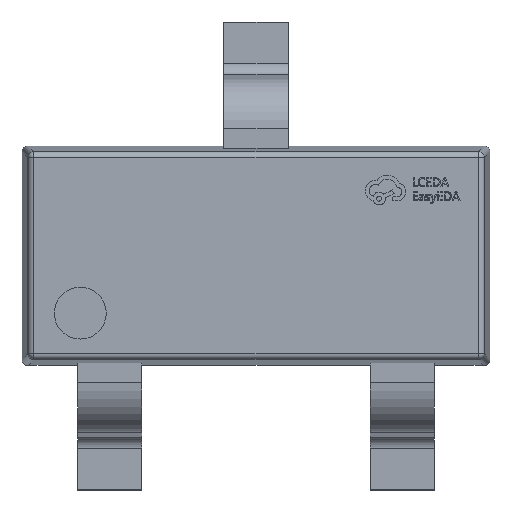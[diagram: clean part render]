
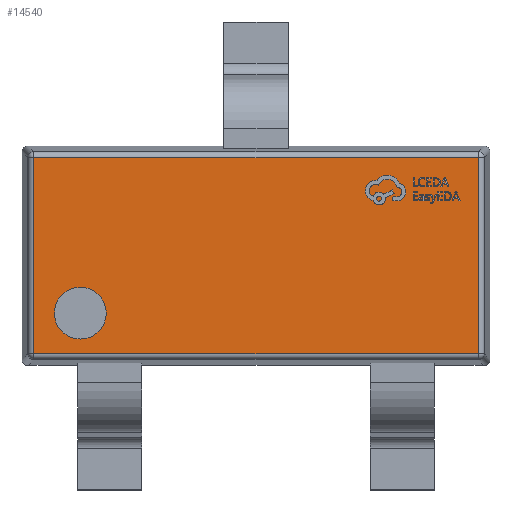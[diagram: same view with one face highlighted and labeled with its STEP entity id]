
A CAD part, top view. The second image highlights one B-rep face of the part: STEP entity #14540.
In plain terms, the highlighted planar face has unit normal (0, 0, 1).
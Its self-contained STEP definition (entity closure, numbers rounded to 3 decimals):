
#619 = DIRECTION ( 'NONE',  ( 1., 0., 0. ) ) ;
#814 = ORIENTED_EDGE ( 'NONE', *, *, #10641, .T. ) ;
#1234 = VECTOR ( 'NONE', #12109, 1000. ) ;
#1538 = CARTESIAN_POINT ( 'NONE',  ( -0.512, -0.197, 0.3 ) ) ;
#1613 = ORIENTED_EDGE ( 'NONE', *, *, #15428, .T. ) ;
#1626 = LINE ( 'NONE', #14230, #15499 ) ;
#2117 = DIRECTION ( 'NONE',  ( 0., 0., 1. ) ) ;
#3128 = DIRECTION ( 'NONE',  ( 0., -1., 0. ) ) ;
#3149 = FACE_OUTER_BOUND ( 'NONE', #7198, .T. ) ;
#3722 = VERTEX_POINT ( 'NONE', #9348 ) ;
#3732 = DIRECTION ( 'NONE',  ( 0., 0., 1. ) ) ;
#4757 = CIRCLE ( 'NONE', #7386, 0.089 ) ;
#4994 = AXIS2_PLACEMENT_3D ( 'NONE', #13063, #16066, #619 ) ;
#5858 = CARTESIAN_POINT ( 'NONE',  ( -0.76, -0.354, 0.3 ) ) ;
#6164 = EDGE_CURVE ( 'NONE', #3722, #14304, #10793, .T. ) ;
#6402 = VECTOR ( 'NONE', #17878, 1000. ) ;
#6795 = CIRCLE ( 'NONE', #16963, 0.089 ) ;
#7198 = EDGE_LOOP ( 'NONE', ( #1613, #11549, #13614, #814 ) ) ;
#7386 = AXIS2_PLACEMENT_3D ( 'NONE', #14408, #3732, #16138 ) ;
#7848 = CARTESIAN_POINT ( 'NONE',  ( -0.601, -0.197, 0.3 ) ) ;
#8114 = LINE ( 'NONE', #11017, #1234 ) ;
#8399 = VERTEX_POINT ( 'NONE', #15844 ) ;
#8464 = EDGE_CURVE ( 'NONE', #14260, #3722, #8114, .T. ) ;
#8663 = CARTESIAN_POINT ( 'NONE',  ( -0.76, 0.335, 0.3 ) ) ;
#8736 = FACE_BOUND ( 'NONE', #13036, .T. ) ;
#9145 = VECTOR ( 'NONE', #3128, 1000. ) ;
#9348 = CARTESIAN_POINT ( 'NONE',  ( 0.76, 0.335, 0.3 ) ) ;
#9651 = VERTEX_POINT ( 'NONE', #1538 ) ;
#10030 = CARTESIAN_POINT ( 'NONE',  ( 0.76, -0.335, 0.3 ) ) ;
#10080 = DIRECTION ( 'NONE',  ( 1., 0., 0. ) ) ;
#10641 = EDGE_CURVE ( 'NONE', #14304, #15853, #17726, .T. ) ;
#10754 = CARTESIAN_POINT ( 'NONE',  ( -0.76, -0.335, 0.3 ) ) ;
#10793 = LINE ( 'NONE', #13763, #6402 ) ;
#11017 = CARTESIAN_POINT ( 'NONE',  ( 0.76, 0.354, 0.3 ) ) ;
#11549 = ORIENTED_EDGE ( 'NONE', *, *, #8464, .T. ) ;
#12109 = DIRECTION ( 'NONE',  ( 0., 1., 0. ) ) ;
#12449 = PLANE ( 'NONE',  #4994 ) ;
#13036 = EDGE_LOOP ( 'NONE', ( #13919, #15531 ) ) ;
#13063 = CARTESIAN_POINT ( 'NONE',  ( 0., 0., 0.3 ) ) ;
#13614 = ORIENTED_EDGE ( 'NONE', *, *, #6164, .T. ) ;
#13763 = CARTESIAN_POINT ( 'NONE',  ( -0.779, 0.335, 0.3 ) ) ;
#13919 = ORIENTED_EDGE ( 'NONE', *, *, #17139, .F. ) ;
#14230 = CARTESIAN_POINT ( 'NONE',  ( 0.779, -0.335, 0.3 ) ) ;
#14260 = VERTEX_POINT ( 'NONE', #10030 ) ;
#14304 = VERTEX_POINT ( 'NONE', #8663 ) ;
#14408 = CARTESIAN_POINT ( 'NONE',  ( -0.601, -0.197, 0.3 ) ) ;
#14540 = ADVANCED_FACE ( 'NONE', ( #3149, #8736 ), #12449, .T. ) ;
#15428 = EDGE_CURVE ( 'NONE', #15853, #14260, #1626, .T. ) ;
#15477 = EDGE_CURVE ( 'NONE', #8399, #9651, #4757, .T. ) ;
#15499 = VECTOR ( 'NONE', #10080, 1000. ) ;
#15531 = ORIENTED_EDGE ( 'NONE', *, *, #15477, .F. ) ;
#15844 = CARTESIAN_POINT ( 'NONE',  ( -0.689, -0.197, 0.3 ) ) ;
#15853 = VERTEX_POINT ( 'NONE', #10754 ) ;
#16014 = DIRECTION ( 'NONE',  ( 1., 0., 0. ) ) ;
#16066 = DIRECTION ( 'NONE',  ( 0., 0., 1. ) ) ;
#16138 = DIRECTION ( 'NONE',  ( 1., 0., 0. ) ) ;
#16963 = AXIS2_PLACEMENT_3D ( 'NONE', #7848, #2117, #16014 ) ;
#17139 = EDGE_CURVE ( 'NONE', #9651, #8399, #6795, .T. ) ;
#17726 = LINE ( 'NONE', #5858, #9145 ) ;
#17878 = DIRECTION ( 'NONE',  ( -1., 0., 0. ) ) ;
